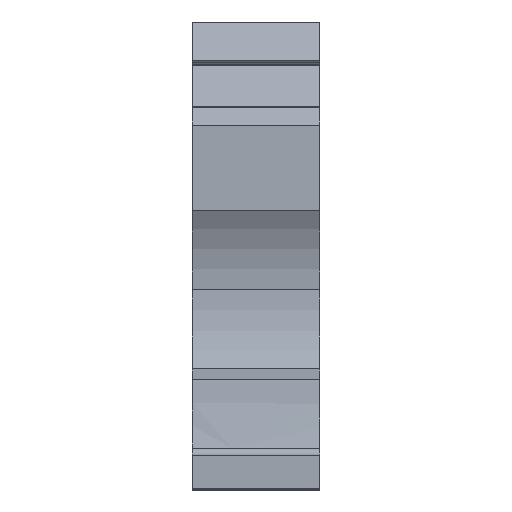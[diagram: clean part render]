
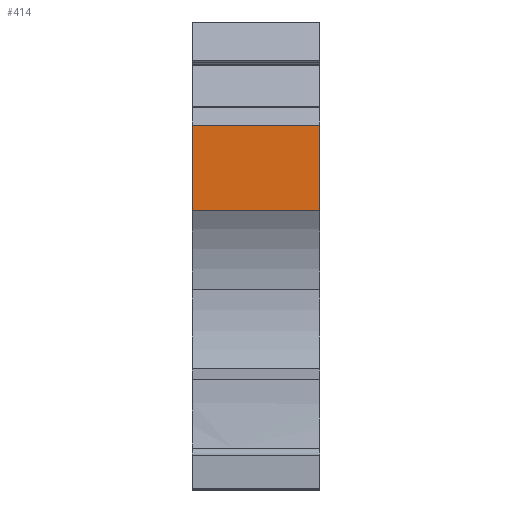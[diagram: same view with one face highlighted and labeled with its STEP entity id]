
A CAD part, front view. The second image highlights one B-rep face of the part: STEP entity #414.
In plain terms, the highlighted planar face has unit normal (0, -1, 0).
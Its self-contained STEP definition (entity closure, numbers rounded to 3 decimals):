
#414=ADVANCED_FACE('',(#978),#979,.T.);
#978=FACE_OUTER_BOUND('',#1687,.T.);
#979=PLANE('',#1688);
#1687=EDGE_LOOP('',(#3018,#3019,#3020,#3021));
#1688=AXIS2_PLACEMENT_3D('',#3022,#3023,#3024);
#3018=ORIENTED_EDGE('',*,*,#4654,.F.);
#3019=ORIENTED_EDGE('',*,*,#4396,.T.);
#3020=ORIENTED_EDGE('',*,*,#4439,.T.);
#3021=ORIENTED_EDGE('',*,*,#4708,.T.);
#3022=CARTESIAN_POINT('',(0.,0.,45.23));
#3023=DIRECTION('',(0.0,-1.0,0.0));
#3024=DIRECTION('',(1.0,0.0,0.0));
#4396=EDGE_CURVE('',#5311,#5309,#5312,.T.);
#4439=EDGE_CURVE('',#5309,#5393,#5395,.T.);
#4654=EDGE_CURVE('',#5311,#5768,#5769,.T.);
#4708=EDGE_CURVE('',#5393,#5768,#5852,.T.);
#5309=VERTEX_POINT('',#6628);
#5311=VERTEX_POINT('',#6630);
#5312=LINE('',#6631,#6632);
#5393=VERTEX_POINT('',#6751);
#5395=LINE('',#6754,#6755);
#5768=VERTEX_POINT('',#7269);
#5769=LINE('',#7270,#7271);
#5852=LINE('',#7394,#7395);
#6628=CARTESIAN_POINT('',(16.0,0.,35.034));
#6630=CARTESIAN_POINT('',(0.,0.,35.034));
#6631=CARTESIAN_POINT('',(16.0,0.,35.034));
#6632=VECTOR('',#8406,1.0);
#6751=CARTESIAN_POINT('',(16.0,0.,45.727));
#6754=CARTESIAN_POINT('',(16.0,0.,6.956));
#6755=VECTOR('',#8452,1.0);
#7269=CARTESIAN_POINT('',(0.,0.,45.727));
#7270=CARTESIAN_POINT('',(0.,0.,6.956));
#7271=VECTOR('',#8726,1.0);
#7394=CARTESIAN_POINT('',(0.0,0.,45.727));
#7395=VECTOR('',#8788,1.0);
#8406=DIRECTION('',(1.0,0.0,0.0));
#8452=DIRECTION('',(0.0,0.0,1.0));
#8726=DIRECTION('',(0.0,0.0,1.0));
#8788=DIRECTION('',(-1.0,0.0,0.0));
